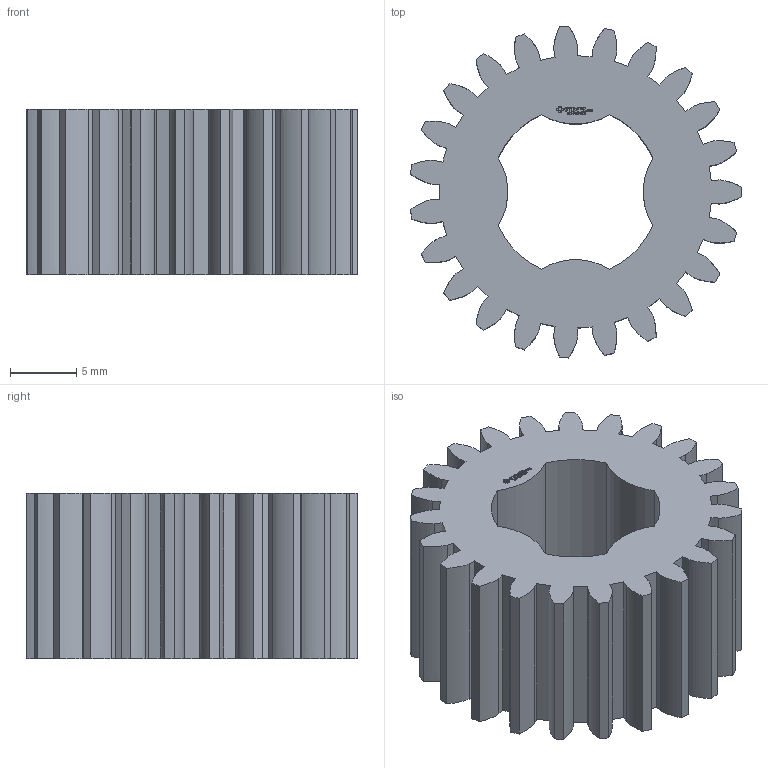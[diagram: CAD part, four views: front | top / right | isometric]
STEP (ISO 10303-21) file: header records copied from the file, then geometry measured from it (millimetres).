
FILE_DESCRIPTION(('FreeCAD Model'),'2;1');
FILE_NAME('Open CASCADE Shape Model','2024-03-09T18:21:46',(''),(''), 'Open CASCADE STEP processor 7.6','FreeCAD','Unknown');
FILE_SCHEMA(('AUTOMOTIVE_DESIGN { 1 0 10303 214 1 1 1 1 }'));
Length unit declared in the file: millimetre
Products named in the file (1): Gear Wheel PLN TTH23 BU01.00 SFT-SHD - SPN-GWH-0072 (stemfie.org)
Bounding box: 24.92 x 24.98 x 12.5 mm (x, y, z)
Volume: 3717.1 mm3; surface area: 2989.2 mm2
Topology: 1 solids, 1 shells, 591 faces, 1677 edges, 1118 vertices
Faces by surface type: plane 317, extrusion 266, cylinder 8
Entity records: 49216 total; most frequent: CARTESIAN_POINT 13331, DIRECTION 4901, VECTOR 4201, LINE 3935, ORIENTED_EDGE 3354, PCURVE 3354, DEFINITIONAL_REPRESENTATION 3354, EDGE_CURVE 1677
